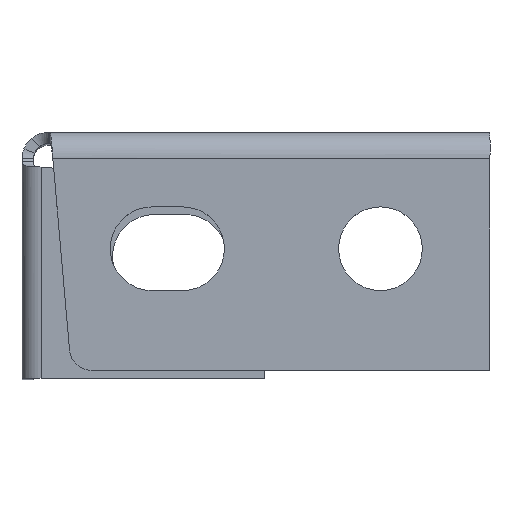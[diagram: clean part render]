
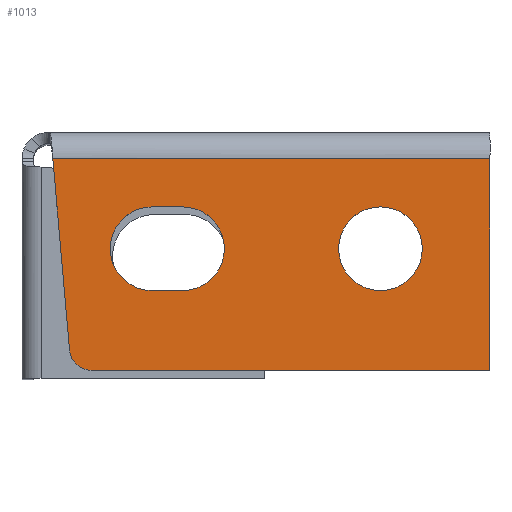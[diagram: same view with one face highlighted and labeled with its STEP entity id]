
A CAD part, top view. The second image highlights one B-rep face of the part: STEP entity #1013.
In plain terms, the highlighted planar face has unit normal (0, 0, 1).
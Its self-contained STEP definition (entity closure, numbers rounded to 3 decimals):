
#50=FACE_BOUND('',#155,.T.);
#51=FACE_BOUND('',#156,.T.);
#65=CIRCLE('',#1100,3.);
#66=CIRCLE('',#1101,5.5);
#67=CIRCLE('',#1102,5.5);
#68=CIRCLE('',#1103,5.5);
#96=FACE_OUTER_BOUND('',#154,.T.);
#154=EDGE_LOOP('',(#681,#682,#683,#684,#685));
#155=EDGE_LOOP('',(#686));
#156=EDGE_LOOP('',(#687,#688,#689,#690));
#218=LINE('',#1454,#317);
#242=LINE('',#1520,#341);
#243=LINE('',#1522,#342);
#244=LINE('',#1524,#343);
#245=LINE('',#1532,#344);
#246=LINE('',#1535,#345);
#317=VECTOR('',#1183,10.);
#341=VECTOR('',#1233,10.);
#342=VECTOR('',#1234,10.);
#343=VECTOR('',#1235,10.);
#344=VECTOR('',#1242,10.);
#345=VECTOR('',#1245,10.);
#415=VERTEX_POINT('',#1451);
#416=VERTEX_POINT('',#1453);
#445=VERTEX_POINT('',#1519);
#446=VERTEX_POINT('',#1521);
#447=VERTEX_POINT('',#1523);
#448=VERTEX_POINT('',#1526);
#449=VERTEX_POINT('',#1528);
#450=VERTEX_POINT('',#1529);
#451=VERTEX_POINT('',#1531);
#452=VERTEX_POINT('',#1533);
#504=EDGE_CURVE('',#415,#416,#218,.T.);
#536=EDGE_CURVE('',#445,#415,#242,.T.);
#537=EDGE_CURVE('',#445,#446,#243,.T.);
#538=EDGE_CURVE('',#447,#446,#244,.T.);
#539=EDGE_CURVE('',#416,#447,#65,.T.);
#540=EDGE_CURVE('',#448,#448,#66,.T.);
#541=EDGE_CURVE('',#449,#450,#67,.T.);
#542=EDGE_CURVE('',#450,#451,#245,.T.);
#543=EDGE_CURVE('',#451,#452,#68,.T.);
#544=EDGE_CURVE('',#452,#449,#246,.T.);
#681=ORIENTED_EDGE('',*,*,#536,.F.);
#682=ORIENTED_EDGE('',*,*,#537,.T.);
#683=ORIENTED_EDGE('',*,*,#538,.F.);
#684=ORIENTED_EDGE('',*,*,#539,.F.);
#685=ORIENTED_EDGE('',*,*,#504,.F.);
#686=ORIENTED_EDGE('',*,*,#540,.T.);
#687=ORIENTED_EDGE('',*,*,#541,.T.);
#688=ORIENTED_EDGE('',*,*,#542,.T.);
#689=ORIENTED_EDGE('',*,*,#543,.T.);
#690=ORIENTED_EDGE('',*,*,#544,.T.);
#925=PLANE('',#1099);
#1013=ADVANCED_FACE('',(#96,#50,#51),#925,.T.);
#1099=AXIS2_PLACEMENT_3D('',#1518,#1231,#1232);
#1100=AXIS2_PLACEMENT_3D('',#1525,#1236,#1237);
#1101=AXIS2_PLACEMENT_3D('',#1527,#1238,#1239);
#1102=AXIS2_PLACEMENT_3D('',#1530,#1240,#1241);
#1103=AXIS2_PLACEMENT_3D('',#1534,#1243,#1244);
#1183=DIRECTION('',(-1.,0.,0.));
#1231=DIRECTION('center_axis',(0.,0.,
1.));
#1232=DIRECTION('ref_axis',(0.,-1.,0.));
#1233=DIRECTION('',(0.,-1.,0.));
#1234=DIRECTION('',(-1.,0.,0.));
#1235=DIRECTION('',(-0.087,0.996,0.));
#1236=DIRECTION('center_axis',(0.,0.,
-1.));
#1237=DIRECTION('ref_axis',(-0.676,-0.737,0.));
#1238=DIRECTION('center_axis',(0.,0.,
-1.));
#1239=DIRECTION('ref_axis',(1.,0.,0.));
#1240=DIRECTION('center_axis',(0.,0.,
-1.));
#1241=DIRECTION('ref_axis',(0.,1.,0.));
#1242=DIRECTION('',(1.,0.,0.));
#1243=DIRECTION('center_axis',(0.,0.,
-1.));
#1244=DIRECTION('ref_axis',(0.,-1.,0.));
#1245=DIRECTION('',(-1.,0.,0.));
#1451=CARTESIAN_POINT('',(0.,-29.822,-28.5));
#1453=CARTESIAN_POINT('',(-52.267,-29.822,-28.5));
#1454=CARTESIAN_POINT('',(-55.016,-29.822,-28.5));
#1518=CARTESIAN_POINT('Origin',(-46.964,43.771,-28.5));
#1519=CARTESIAN_POINT('',(0.,-2.,-28.5));
#1520=CARTESIAN_POINT('',(0.,-29.822,-28.5));
#1521=CARTESIAN_POINT('',(-57.45,-2.,-28.5));
#1522=CARTESIAN_POINT('',(-52.207,-2.,-28.5));
#1523=CARTESIAN_POINT('',(-55.256,-27.083,-28.5));
#1524=CARTESIAN_POINT('',(-57.831,2.353,-28.5));
#1525=CARTESIAN_POINT('Origin',(-52.267,-26.822,-28.5));
#1526=CARTESIAN_POINT('',(-19.9,-13.822,-28.5));
#1527=CARTESIAN_POINT('Origin',(-14.4,-13.822,-28.5));
#1528=CARTESIAN_POINT('',(-44.4,-19.322,-28.5));
#1529=CARTESIAN_POINT('',(-44.4,-8.322,-28.5));
#1530=CARTESIAN_POINT('Origin',(-44.4,-13.822,-28.5));
#1531=CARTESIAN_POINT('',(-40.4,-8.322,-28.5));
#1532=CARTESIAN_POINT('',(-45.682,-8.322,-28.5));
#1533=CARTESIAN_POINT('',(-40.4,-19.322,-28.5));
#1534=CARTESIAN_POINT('Origin',(-40.4,-13.822,-28.5));
#1535=CARTESIAN_POINT('',(-43.682,-19.322,-28.5));
